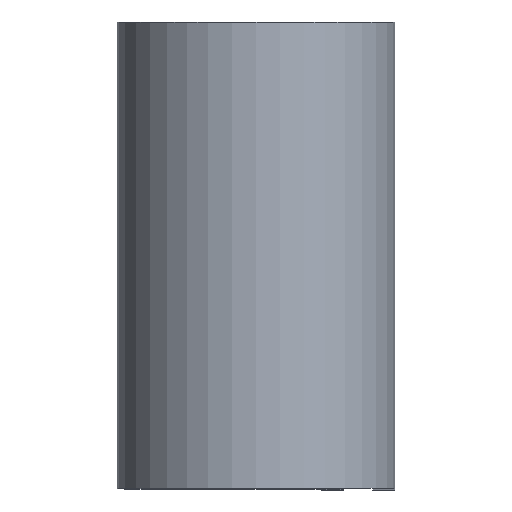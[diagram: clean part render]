
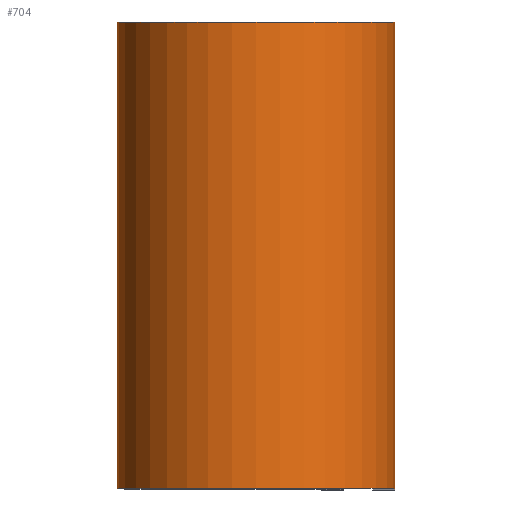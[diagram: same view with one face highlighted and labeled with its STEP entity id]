
A CAD part, top view. The second image highlights one B-rep face of the part: STEP entity #704.
In plain terms, the highlighted cylindrical face has radius 7.569 mm (diameter 15.138 mm), a partial arc.
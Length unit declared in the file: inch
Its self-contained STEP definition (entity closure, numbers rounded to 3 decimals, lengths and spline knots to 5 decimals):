
#15 = EDGE_CURVE ( 'NONE', #113, #725, #450, .T. ) ;
#24 = EDGE_LOOP ( 'NONE', ( #578, #628, #59, #304 ) ) ;
#31 = CARTESIAN_POINT ( 'NONE',  ( 0.298, -0.5, 0.5 ) ) ;
#59 = ORIENTED_EDGE ( 'NONE', *, *, #15, .F. ) ;
#77 = CARTESIAN_POINT ( 'NONE',  ( -0.298, 0.5, 0.5 ) ) ;
#89 = CARTESIAN_POINT ( 'NONE',  ( -0.298, 0.5, 0.5 ) ) ;
#94 = VERTEX_POINT ( 'NONE', #144 ) ;
#113 = VERTEX_POINT ( 'NONE', #77 ) ;
#144 = CARTESIAN_POINT ( 'NONE',  ( -0.298, -0.5, 0.5 ) ) ;
#151 = CARTESIAN_POINT ( 'NONE',  ( 0.298, 0.5, 0.5 ) ) ;
#156 = VERTEX_POINT ( 'NONE', #31 ) ;
#160 = DIRECTION ( 'NONE',  ( 0., -1., 0. ) ) ;
#190 = AXIS2_PLACEMENT_3D ( 'NONE', #776, #768, #561 ) ;
#255 = EDGE_CURVE ( 'NONE', #94, #156, #258, .T. ) ;
#256 = CARTESIAN_POINT ( 'NONE',  ( 0., -0.5, 0.5 ) ) ;
#258 = CIRCLE ( 'NONE', #732, 0.298 ) ;
#271 = VECTOR ( 'NONE', #355, 39.37008 ) ;
#304 = ORIENTED_EDGE ( 'NONE', *, *, #865, .T. ) ;
#316 = DIRECTION ( 'NONE',  ( 1., 0., 0. ) ) ;
#355 = DIRECTION ( 'NONE',  ( 0., -1., 0. ) ) ;
#423 = DIRECTION ( 'NONE',  ( 0., -1., 0. ) ) ;
#445 = VECTOR ( 'NONE', #160, 39.37008 ) ;
#450 = CIRCLE ( 'NONE', #190, 0.298 ) ;
#480 = DIRECTION ( 'NONE',  ( 0., 0., -1. ) ) ;
#518 = CYLINDRICAL_SURFACE ( 'NONE', #754, 0.298 ) ;
#561 = DIRECTION ( 'NONE',  ( 1., 0., 0. ) ) ;
#578 = ORIENTED_EDGE ( 'NONE', *, *, #255, .T. ) ;
#598 = LINE ( 'NONE', #89, #271 ) ;
#628 = ORIENTED_EDGE ( 'NONE', *, *, #789, .F. ) ;
#663 = CARTESIAN_POINT ( 'NONE',  ( 0.298, 0.5, 0.5 ) ) ;
#682 = CARTESIAN_POINT ( 'NONE',  ( 0., 0.5, 0.5 ) ) ;
#683 = DIRECTION ( 'NONE',  ( 0., 1., 0. ) ) ;
#704 = ADVANCED_FACE ( 'NONE', ( #861 ), #518, .T. ) ;
#725 = VERTEX_POINT ( 'NONE', #151 ) ;
#732 = AXIS2_PLACEMENT_3D ( 'NONE', #256, #683, #316 ) ;
#754 = AXIS2_PLACEMENT_3D ( 'NONE', #682, #423, #480 ) ;
#768 = DIRECTION ( 'NONE',  ( 0., 1., 0. ) ) ;
#776 = CARTESIAN_POINT ( 'NONE',  ( 0., 0.5, 0.5 ) ) ;
#789 = EDGE_CURVE ( 'NONE', #725, #156, #796, .T. ) ;
#796 = LINE ( 'NONE', #663, #445 ) ;
#861 = FACE_OUTER_BOUND ( 'NONE', #24, .T. ) ;
#865 = EDGE_CURVE ( 'NONE', #113, #94, #598, .T. ) ;
